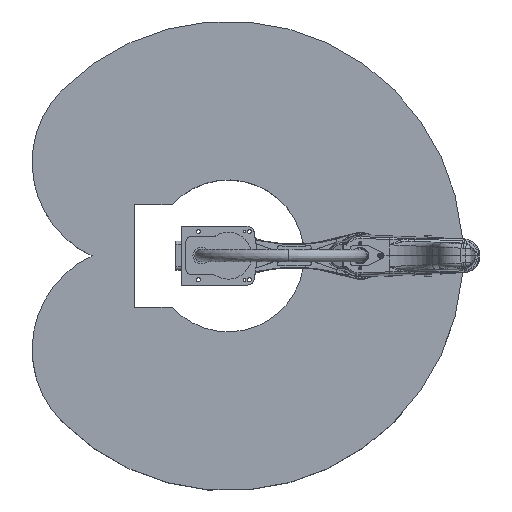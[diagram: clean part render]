
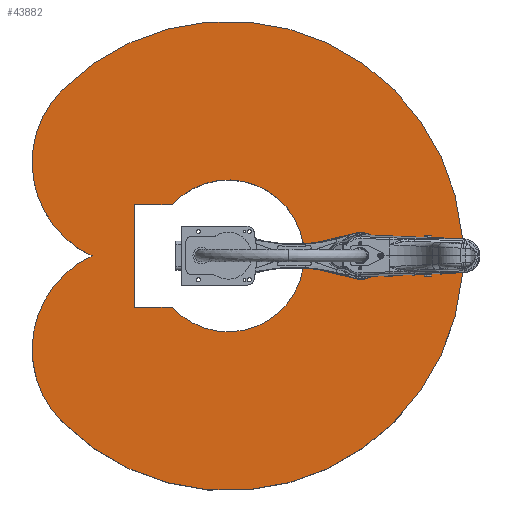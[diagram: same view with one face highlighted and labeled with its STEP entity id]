
A CAD part, top view. The second image highlights one B-rep face of the part: STEP entity #43882.
In plain terms, the highlighted planar face has unit normal (0, 0, 1).
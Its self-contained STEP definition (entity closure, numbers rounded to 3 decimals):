
#1310=FACE_BOUND('',#13278,.T.);
#4172=LINE('',#104785,#6832);
#4175=LINE('',#104791,#6835);
#4179=LINE('',#104798,#6839);
#6832=VECTOR('',#58399,10.);
#6835=VECTOR('',#58404,10.);
#6839=VECTOR('',#58410,10.);
#7895=PLANE('',#48075);
#10405=FACE_OUTER_BOUND('',#13277,.T.);
#13277=EDGE_LOOP('',(#38639,#38640,#38641));
#13278=EDGE_LOOP('',(#38642,#38643,#38644,#38645));
#15105=CIRCLE('',#48068,258.78);
#15106=CIRCLE('',#48070,350.);
#15107=CIRCLE('',#48072,350.);
#15108=CIRCLE('',#48074,800.);
#20343=VERTEX_POINT('',#104782);
#20344=VERTEX_POINT('',#104784);
#20346=VERTEX_POINT('',#104790);
#20348=VERTEX_POINT('',#104796);
#20352=VERTEX_POINT('',#104810);
#20353=VERTEX_POINT('',#104812);
#20354=VERTEX_POINT('',#104816);
#26433=EDGE_CURVE('',#20344,#20343,#4172,.T.);
#26436=EDGE_CURVE('',#20346,#20344,#4175,.T.);
#26440=EDGE_CURVE('',#20343,#20348,#4179,.T.);
#26445=EDGE_CURVE('',#20348,#20346,#15105,.T.);
#26447=EDGE_CURVE('',#20353,#20352,#15106,.T.);
#26449=EDGE_CURVE('',#20354,#20353,#15107,.T.);
#26451=EDGE_CURVE('',#20352,#20354,#15108,.T.);
#38639=ORIENTED_EDGE('',*,*,#26447,.T.);
#38640=ORIENTED_EDGE('',*,*,#26451,.T.);
#38641=ORIENTED_EDGE('',*,*,#26449,.T.);
#38642=ORIENTED_EDGE('',*,*,#26440,.T.);
#38643=ORIENTED_EDGE('',*,*,#26445,.T.);
#38644=ORIENTED_EDGE('',*,*,#26436,.T.);
#38645=ORIENTED_EDGE('',*,*,#26433,.T.);
#43882=ADVANCED_FACE('',(#10405,#1310),#7895,.T.);
#48068=AXIS2_PLACEMENT_3D('',#104808,#58423,#58424);
#48070=AXIS2_PLACEMENT_3D('',#104813,#58428,#58429);
#48072=AXIS2_PLACEMENT_3D('',#104817,#58433,#58434);
#48074=AXIS2_PLACEMENT_3D('',#104820,#58438,#58439);
#48075=AXIS2_PLACEMENT_3D('',#104821,#58440,#58441);
#58399=DIRECTION('',(0.,1.,0.));
#58404=DIRECTION('',(-1.,0.,0.));
#58410=DIRECTION('',(1.,0.,0.));
#58423=DIRECTION('center_axis',(0.,0.,-1.));
#58424=DIRECTION('ref_axis',(-1.,0.,0.));
#58428=DIRECTION('center_axis',(0.,0.,1.));
#58429=DIRECTION('ref_axis',(0.416,-0.909,0.));
#58433=DIRECTION('center_axis',(0.,0.,1.));
#58434=DIRECTION('ref_axis',(0.707,-0.707,0.));
#58438=DIRECTION('center_axis',(0.,0.,1.));
#58439=DIRECTION('ref_axis',(0.707,0.707,0.));
#58440=DIRECTION('center_axis',(0.,0.,1.));
#58441=DIRECTION('ref_axis',(1.,0.,0.));
#104782=CARTESIAN_POINT('',(-320.,175.,400.));
#104784=CARTESIAN_POINT('',(-320.,-175.,400.));
#104785=CARTESIAN_POINT('',(-320.,-87.5,400.));
#104790=CARTESIAN_POINT('',(-190.636,-175.,400.));
#104791=CARTESIAN_POINT('',(45.314,-175.,400.));
#104796=CARTESIAN_POINT('',(-190.636,175.,400.));
#104798=CARTESIAN_POINT('',(-152.186,175.,400.));
#104808=CARTESIAN_POINT('Origin',(0.,0.,400.));
#104810=CARTESIAN_POINT('',(-565.685,-565.685,400.));
#104812=CARTESIAN_POINT('',(-463.972,0.,400.));
#104813=CARTESIAN_POINT('Origin',(-318.198,-318.198,400.));
#104816=CARTESIAN_POINT('',(-565.685,565.685,400.));
#104817=CARTESIAN_POINT('Origin',(-318.198,318.198,400.));
#104820=CARTESIAN_POINT('Origin',(0.,0.,400.));
#104821=CARTESIAN_POINT('Origin',(15.627,0.,
400.));
